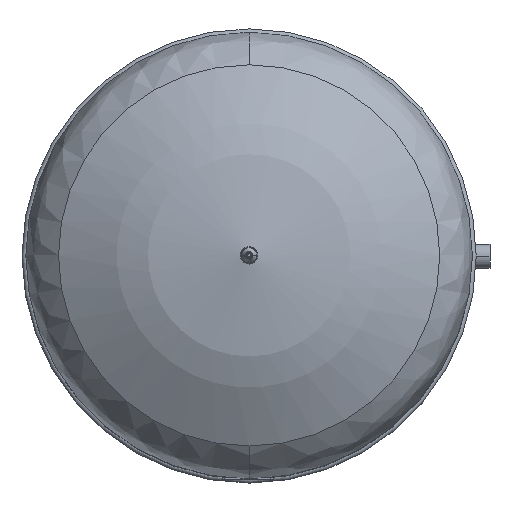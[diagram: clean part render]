
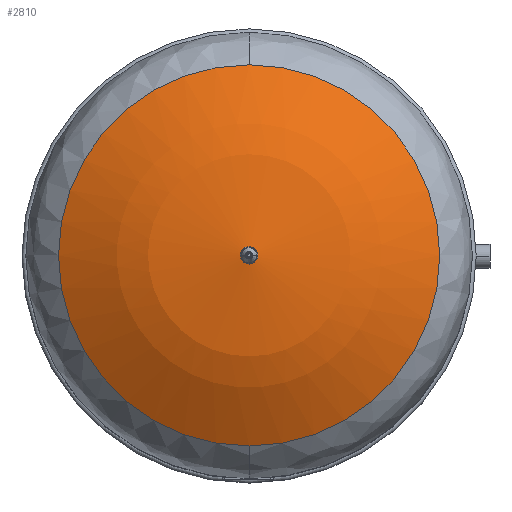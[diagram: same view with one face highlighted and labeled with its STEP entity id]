
A CAD part, top view. The second image highlights one B-rep face of the part: STEP entity #2810.
In plain terms, the highlighted free-form (B-spline) face has degree [2, 2] with [3, 3] control points.
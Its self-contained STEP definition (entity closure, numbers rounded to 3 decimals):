
#2736=CARTESIAN_POINT('',(0.,-270.639,1007.086));
#2737=VERTEX_POINT('',#2736);
#2755=CARTESIAN_POINT('',(0.,270.639,1007.086));
#2756=VERTEX_POINT('',#2755);
#2764=CARTESIAN_POINT('',(0.,0.,1007.086));
#2765=DIRECTION('',(0.0,0.0,1.0));
#2766=DIRECTION('',(-1.0,0.0,0.0));
#2767=AXIS2_PLACEMENT_3D('',#2764,#2765,#2766);
#2768=CIRCLE('',#2767,270.639);
#2769=EDGE_CURVE('',#2737,#2756,#2768,.T.);
#2774=CARTESIAN_POINT('',(-229.212,270.639,941.099));
#2775=CARTESIAN_POINT('',(-319.554,0.,1085.0));
#2776=CARTESIAN_POINT('',(-229.212,-270.639,941.099));
#2777=CARTESIAN_POINT('',(0.,270.639,1085.0));
#2778=CARTESIAN_POINT('',(0.0,0.,1285.618));
#2779=CARTESIAN_POINT('',(0.,-270.639,1085.));
#2780=CARTESIAN_POINT('',(229.212,270.639,941.099));
#2781=CARTESIAN_POINT('',(319.554,0.,1085.0));
#2782=CARTESIAN_POINT('',(229.212,-270.639,941.099));
#2790=(BOUNDED_SURFACE()B_SPLINE_SURFACE(2,2,((#2774,#2777,#2780),(#2775,#2778,#2781),(#2776,#2779,#2782)),.UNSPECIFIED.,.F.,.F.,.U.)B_SPLINE_SURFACE_WITH_KNOTS((3,3),(3,3),(-0.561,0.561),(0.0,1.121),.UNSPECIFIED.)GEOMETRIC_REPRESENTATION_ITEM()RATIONAL_B_SPLINE_SURFACE(((1.0,0.847,1.0),(0.847,0.717,0.847),(1.0,0.847,1.0)))REPRESENTATION_ITEM('')SURFACE());
#2791=CARTESIAN_POINT('',(-270.639,0.,1007.086));
#2792=VERTEX_POINT('',#2791);
#2793=CARTESIAN_POINT('',(0.,0.,1007.086));
#2794=DIRECTION('',(0.0,0.0,1.0));
#2795=DIRECTION('',(-1.0,0.0,0.0));
#2796=AXIS2_PLACEMENT_3D('',#2793,#2794,#2795);
#2797=CIRCLE('',#2796,270.639);
#2798=EDGE_CURVE('',#2792,#2737,#2797,.T.);
#2799=ORIENTED_EDGE('',*,*,#2798,.T.);
#2800=ORIENTED_EDGE('',*,*,#2769,.T.);
#2801=CARTESIAN_POINT('',(0.,0.,1007.086));
#2802=DIRECTION('',(0.0,0.0,1.0));
#2803=DIRECTION('',(-1.0,0.0,0.0));
#2804=AXIS2_PLACEMENT_3D('',#2801,#2802,#2803);
#2805=CIRCLE('',#2804,270.639);
#2806=EDGE_CURVE('',#2756,#2792,#2805,.T.);
#2807=ORIENTED_EDGE('',*,*,#2806,.T.);
#2808=EDGE_LOOP('',(#2799,#2800,#2807));
#2809=FACE_OUTER_BOUND('',#2808,.T.);
#2810=ADVANCED_FACE('',(#2809),#2790,.T.);
